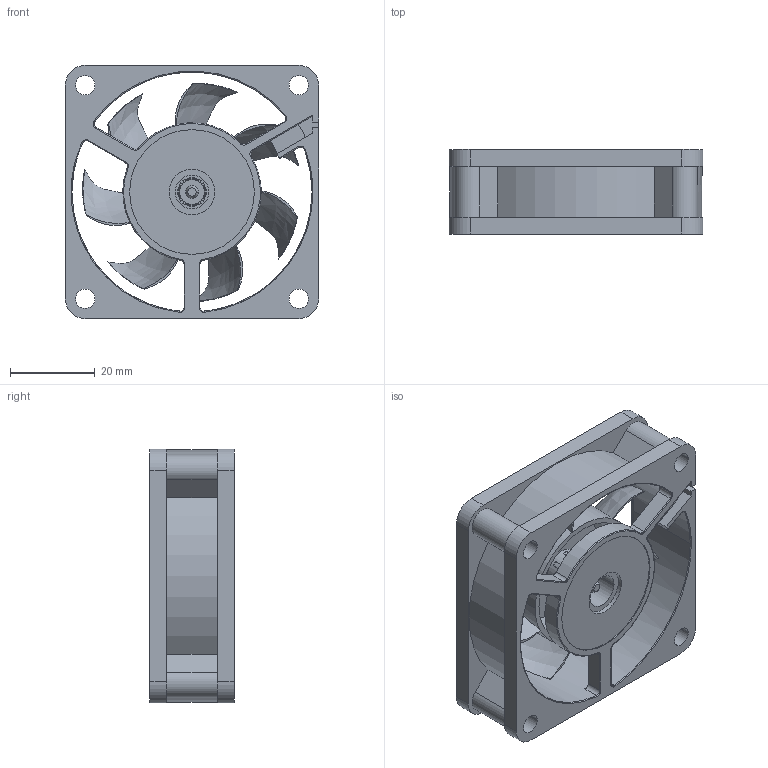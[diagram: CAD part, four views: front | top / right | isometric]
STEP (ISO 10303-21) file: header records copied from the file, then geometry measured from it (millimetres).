
FILE_DESCRIPTION((''),'2;1');
FILE_NAME('6020-ASM_ASM','2019-05-02T',('Administrator'),(''),'PRO/ENGINEER BY PARAMETRIC TECHNOLOGY CORPORATION, 2009440','PRO/ENGINEER BY PARAMETRIC TECHNOLOGY CORPORATION, 2009440','');
FILE_SCHEMA(('CONFIG_CONTROL_DESIGN'));
Length unit declared in the file: millimetre
Products named in the file (3): 6020SSHANK; 6020SSHANYE; 6020-ASM_ASM
Assembly tree (2 placements, depth 2):
  6020-ASM_ASM
    6020SSHANK
    6020SSHANYE
Bounding box: 60 x 20 x 60 mm (x, y, z)
Volume: 19745.1 mm3; surface area: 22429.8 mm2
Topology: 2 solids, 2 shells, 211 faces, 571 edges, 374 vertices
Faces by surface type: cylinder 83, plane 77, torus 24, bspline 14, cone 13
Entity records: 7846 total; most frequent: CARTESIAN_POINT 2390, ORIENTED_EDGE 1142, DIRECTION 1141, EDGE_CURVE 571, AXIS2_PLACEMENT_3D 460, VERTEX_POINT 374, CIRCLE 258, EDGE_LOOP 237
